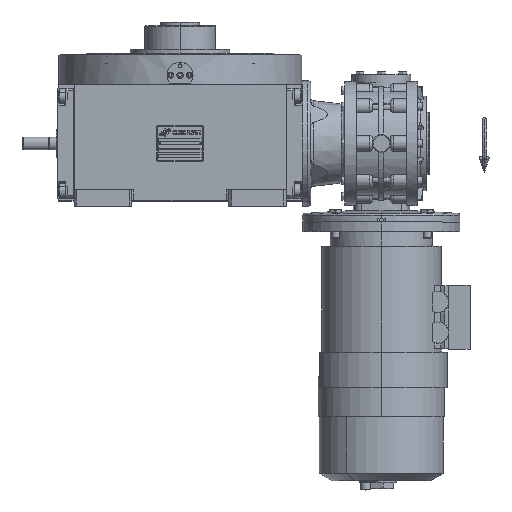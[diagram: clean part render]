
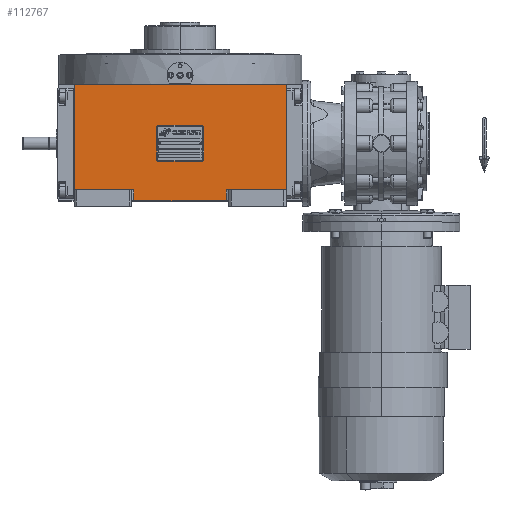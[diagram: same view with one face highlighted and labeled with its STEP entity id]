
A CAD part, top view. The second image highlights one B-rep face of the part: STEP entity #112767.
In plain terms, the highlighted planar face has unit normal (0, 0, 1).
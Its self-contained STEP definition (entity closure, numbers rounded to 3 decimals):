
#581 = LINE ( 'NONE', #117307, #106923 ) ;
#1907 = EDGE_CURVE ( 'NONE', #64790, #15112, #32714, .T. ) ;
#3304 = VERTEX_POINT ( 'NONE', #77246 ) ;
#7727 = EDGE_CURVE ( 'NONE', #43870, #28291, #115974, .T. ) ;
#12770 = LINE ( 'NONE', #91895, #21073 ) ;
#14540 = EDGE_CURVE ( 'NONE', #64790, #124583, #124775, .T. ) ;
#15112 = VERTEX_POINT ( 'NONE', #129972 ) ;
#18912 = ORIENTED_EDGE ( 'NONE', *, *, #7727, .F. ) ;
#21073 = VECTOR ( 'NONE', #134364, 1000. ) ;
#23828 = VERTEX_POINT ( 'NONE', #52430 ) ;
#28187 = LINE ( 'NONE', #48677, #130386 ) ;
#28291 = VERTEX_POINT ( 'NONE', #62839 ) ;
#32060 = VECTOR ( 'NONE', #129616, 1000. ) ;
#32316 = EDGE_LOOP ( 'NONE', ( #33651, #89100, #99704, #55385, #114335, #18912, #86523, #83234 ) ) ;
#32714 = LINE ( 'NONE', #128229, #32060 ) ;
#33651 = ORIENTED_EDGE ( 'NONE', *, *, #36116, .T. ) ;
#36116 = EDGE_CURVE ( 'NONE', #23828, #124583, #12770, .T. ) ;
#36654 = AXIS2_PLACEMENT_3D ( 'NONE', #87907, #131091, #66042 ) ;
#39656 = LINE ( 'NONE', #82769, #84911 ) ;
#40184 = DIRECTION ( 'NONE',  ( 0., 1., 0. ) ) ;
#43870 = VERTEX_POINT ( 'NONE', #116784 ) ;
#44794 = PLANE ( 'NONE',  #36654 ) ;
#48677 = CARTESIAN_POINT ( 'NONE',  ( -59., -73., 226. ) ) ;
#49513 = DIRECTION ( 'NONE',  ( 0., 1., 0. ) ) ;
#49944 = EDGE_CURVE ( 'NONE', #15112, #3304, #581, .T. ) ;
#50805 = CARTESIAN_POINT ( 'NONE',  ( -135., 75., 226. ) ) ;
#51216 = CARTESIAN_POINT ( 'NONE',  ( 59., -59., 226. ) ) ;
#52430 = CARTESIAN_POINT ( 'NONE',  ( -59., -73., 226. ) ) ;
#55385 = ORIENTED_EDGE ( 'NONE', *, *, #49944, .T. ) ;
#62839 = CARTESIAN_POINT ( 'NONE',  ( -135., 75., 226. ) ) ;
#64790 = VERTEX_POINT ( 'NONE', #94318 ) ;
#66042 = DIRECTION ( 'NONE',  ( 1., 0., 0. ) ) ;
#72351 = EDGE_CURVE ( 'NONE', #43870, #87860, #39656, .T. ) ;
#73513 = CARTESIAN_POINT ( 'NONE',  ( -135., -59., 226. ) ) ;
#75554 = DIRECTION ( 'NONE',  ( 0., 1., 0. ) ) ;
#77246 = CARTESIAN_POINT ( 'NONE',  ( 135., 75., 226. ) ) ;
#82769 = CARTESIAN_POINT ( 'NONE',  ( -135., -59., 226. ) ) ;
#83234 = ORIENTED_EDGE ( 'NONE', *, *, #125409, .F. ) ;
#84911 = VECTOR ( 'NONE', #127338, 1000. ) ;
#86523 = ORIENTED_EDGE ( 'NONE', *, *, #72351, .T. ) ;
#87860 = VERTEX_POINT ( 'NONE', #120889 ) ;
#87907 = CARTESIAN_POINT ( 'NONE',  ( -135., -73., 226. ) ) ;
#89100 = ORIENTED_EDGE ( 'NONE', *, *, #14540, .F. ) ;
#91895 = CARTESIAN_POINT ( 'NONE',  ( -59., -73., 226. ) ) ;
#94318 = CARTESIAN_POINT ( 'NONE',  ( 59., -59., 226. ) ) ;
#96501 = EDGE_CURVE ( 'NONE', #28291, #3304, #139154, .T. ) ;
#99704 = ORIENTED_EDGE ( 'NONE', *, *, #1907, .T. ) ;
#104361 = VECTOR ( 'NONE', #136781, 1000. ) ;
#104497 = VECTOR ( 'NONE', #49513, 1000. ) ;
#106923 = VECTOR ( 'NONE', #75554, 1000. ) ;
#107749 = FACE_OUTER_BOUND ( 'NONE', #32316, .T. ) ;
#112767 = ADVANCED_FACE ( 'NONE', ( #107749 ), #44794, .T. ) ;
#114335 = ORIENTED_EDGE ( 'NONE', *, *, #96501, .F. ) ;
#115133 = DIRECTION ( 'NONE',  ( 1., 0., 0. ) ) ;
#115974 = LINE ( 'NONE', #73513, #104497 ) ;
#116784 = CARTESIAN_POINT ( 'NONE',  ( -135., -59., 226. ) ) ;
#117307 = CARTESIAN_POINT ( 'NONE',  ( 135., -59., 226. ) ) ;
#120889 = CARTESIAN_POINT ( 'NONE',  ( -59., -59., 226. ) ) ;
#121892 = CARTESIAN_POINT ( 'NONE',  ( 59., -73., 226. ) ) ;
#124583 = VERTEX_POINT ( 'NONE', #121892 ) ;
#124775 = LINE ( 'NONE', #51216, #104361 ) ;
#125409 = EDGE_CURVE ( 'NONE', #23828, #87860, #28187, .T. ) ;
#127338 = DIRECTION ( 'NONE',  ( 1., 0., 0. ) ) ;
#128229 = CARTESIAN_POINT ( 'NONE',  ( 59., -59., 226. ) ) ;
#129616 = DIRECTION ( 'NONE',  ( 1., 0., 0. ) ) ;
#129972 = CARTESIAN_POINT ( 'NONE',  ( 135., -59., 226. ) ) ;
#130386 = VECTOR ( 'NONE', #40184, 1000. ) ;
#130930 = VECTOR ( 'NONE', #115133, 1000. ) ;
#131091 = DIRECTION ( 'NONE',  ( 0., 0., 1. ) ) ;
#134364 = DIRECTION ( 'NONE',  ( 1., 0., 0. ) ) ;
#136781 = DIRECTION ( 'NONE',  ( 0., -1., 0. ) ) ;
#139154 = LINE ( 'NONE', #50805, #130930 ) ;
